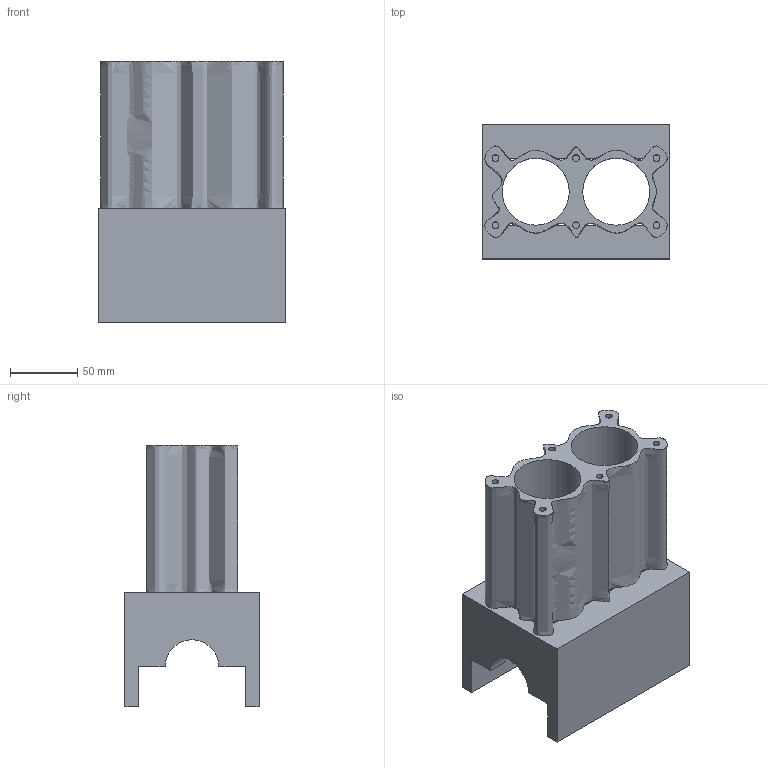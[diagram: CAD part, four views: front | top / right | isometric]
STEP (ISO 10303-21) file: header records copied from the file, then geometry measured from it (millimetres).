
FILE_DESCRIPTION(('FreeCAD Model'),'2;1');
FILE_NAME('Open CASCADE Shape Model','2025-03-10T21:57:43',('Author'),( ''),'Open CASCADE STEP processor 7.8','FreeCAD','Unknown');
FILE_SCHEMA(('AP242_MANAGED_MODEL_BASED_3D_ENGINEERING_MIM_LF. {1 0 10303 442 1 1 4 }'));
Length unit declared in the file: millimetre
Products named in the file (3): EngineBlock; Crankcase; Engine block
Assembly tree (2 placements, depth 2):
  EngineBlock
    Crankcase
    Engine block
Bounding box: 140 x 100 x 195 mm (x, y, z)
Volume: 738992.3 mm3; surface area: 182496.1 mm2
Topology: 2 solids, 2 shells, 33 faces, 93 edges, 62 vertices
Faces by surface type: plane 21, cylinder 11, extrusion 1
Full cylindrical faces by diameter (mm): 5 x6, 50 x2
Entity records: 1286 total; most frequent: CARTESIAN_POINT 305, ORIENTED_EDGE 186, DIRECTION 184, EDGE_CURVE 93, VECTOR 70, LINE 69, VERTEX_POINT 62, AXIS2_PLACEMENT_3D 57
